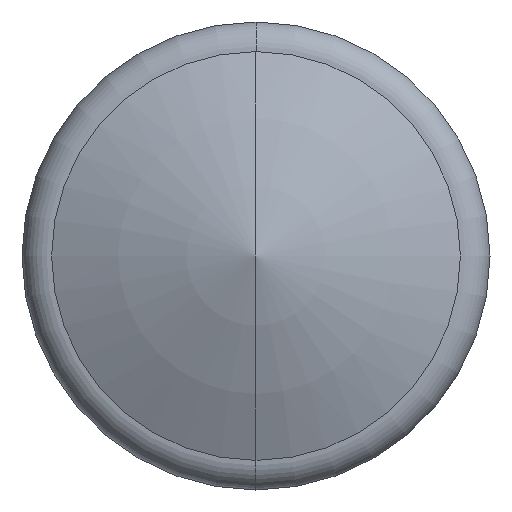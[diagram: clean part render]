
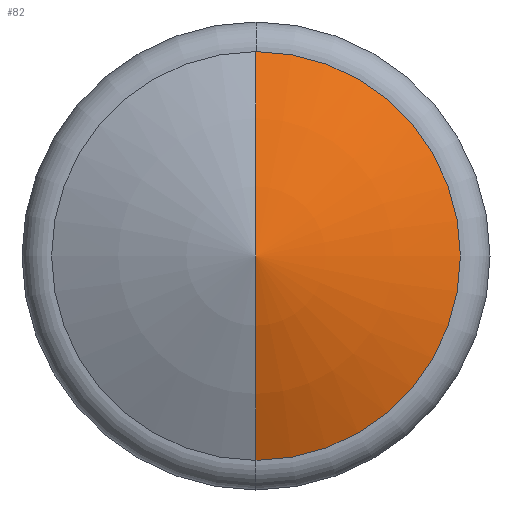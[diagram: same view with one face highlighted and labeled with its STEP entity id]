
A CAD part, left-side view. The second image highlights one B-rep face of the part: STEP entity #82.
In plain terms, the highlighted toroidal (fillet/blend) face has major radius 0.386 mm and minor radius 1.76 mm.
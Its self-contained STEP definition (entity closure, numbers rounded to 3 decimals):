
#17 = DIRECTION ( 'NONE',  ( 0., 1., 0. ) ) ;
#31 = CARTESIAN_POINT ( 'NONE',  ( 0.136, 0., 0. ) ) ;
#35 = AXIS2_PLACEMENT_3D ( 'NONE', #31, #229, #520 ) ;
#39 = ORIENTED_EDGE ( 'NONE', *, *, #413, .T. ) ;
#44 = CIRCLE ( 'NONE', #382, 1.76 ) ;
#48 = CARTESIAN_POINT ( 'NONE',  ( 0.136, 0., -0.386 ) ) ;
#62 = DIRECTION ( 'NONE',  ( 0., 0., 1. ) ) ;
#82 = ADVANCED_FACE ( 'NONE', ( #418 ), #130, .T. ) ;
#92 = CARTESIAN_POINT ( 'NONE',  ( -1.466, 0., -0.345 ) ) ;
#130 = TOROIDAL_SURFACE ( 'NONE', #35, -0.386, 1.76 ) ;
#143 = CARTESIAN_POINT ( 'NONE',  ( -1.466, 0., 0.345 ) ) ;
#148 = AXIS2_PLACEMENT_3D ( 'NONE', #271, #341, #392 ) ;
#206 = EDGE_CURVE ( 'NONE', #420, #504, #44, .T. ) ;
#214 = CIRCLE ( 'NONE', #148, 0.345 ) ;
#229 = DIRECTION ( 'NONE',  ( -1., 0., 0. ) ) ;
#271 = CARTESIAN_POINT ( 'NONE',  ( -1.466, 0., 0. ) ) ;
#306 = ORIENTED_EDGE ( 'NONE', *, *, #453, .T. ) ;
#317 = CARTESIAN_POINT ( 'NONE',  ( 0.136, 0., 0.386 ) ) ;
#328 = VERTEX_POINT ( 'NONE', #143 ) ;
#341 = DIRECTION ( 'NONE',  ( -1., 0., 0. ) ) ;
#370 = EDGE_LOOP ( 'NONE', ( #452, #306, #39 ) ) ;
#382 = AXIS2_PLACEMENT_3D ( 'NONE', #317, #17, #62 ) ;
#392 = DIRECTION ( 'NONE',  ( 0., 0., 1. ) ) ;
#397 = DIRECTION ( 'NONE',  ( 0., 0., -1. ) ) ;
#410 = AXIS2_PLACEMENT_3D ( 'NONE', #48, #429, #397 ) ;
#413 = EDGE_CURVE ( 'NONE', #328, #504, #498, .T. ) ;
#418 = FACE_OUTER_BOUND ( 'NONE', #370, .T. ) ;
#420 = VERTEX_POINT ( 'NONE', #92 ) ;
#429 = DIRECTION ( 'NONE',  ( 0., -1., 0. ) ) ;
#452 = ORIENTED_EDGE ( 'NONE', *, *, #206, .F. ) ;
#453 = EDGE_CURVE ( 'NONE', #420, #328, #214, .T. ) ;
#470 = CARTESIAN_POINT ( 'NONE',  ( -1.582, 0., 0. ) ) ;
#498 = CIRCLE ( 'NONE', #410, 1.76 ) ;
#504 = VERTEX_POINT ( 'NONE', #470 ) ;
#520 = DIRECTION ( 'NONE',  ( 0., 0., 1. ) ) ;
